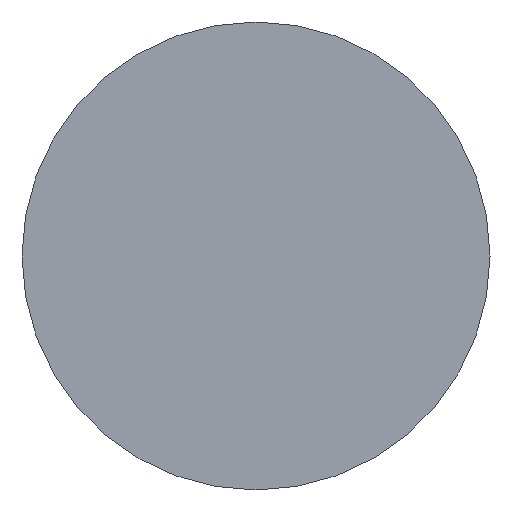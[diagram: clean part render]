
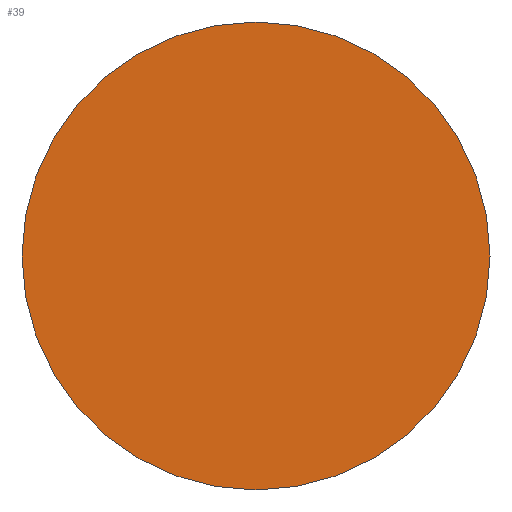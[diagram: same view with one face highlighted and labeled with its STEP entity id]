
A CAD part, front view. The second image highlights one B-rep face of the part: STEP entity #39.
In plain terms, the highlighted planar face has unit normal (0, -1, 0).
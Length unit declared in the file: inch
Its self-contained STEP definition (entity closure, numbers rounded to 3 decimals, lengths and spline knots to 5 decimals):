
#39 = ADVANCED_FACE ( 'NONE', ( #242 ), #51, .T. ) ;
#41 = CARTESIAN_POINT ( 'NONE',  ( 0., 0., 0. ) ) ;
#51 = PLANE ( 'NONE',  #414 ) ;
#63 = DIRECTION ( 'NONE',  ( 0., -1., 0. ) ) ;
#69 = VERTEX_POINT ( 'NONE', #125 ) ;
#94 = DIRECTION ( 'NONE',  ( 0., -1., 0. ) ) ;
#125 = CARTESIAN_POINT ( 'NONE',  ( 0., 0., -0.25 ) ) ;
#144 = CARTESIAN_POINT ( 'NONE',  ( 0., 0., 0. ) ) ;
#185 = EDGE_LOOP ( 'NONE', ( #441, #252 ) ) ;
#201 = CIRCLE ( 'NONE', #335, 0.25 ) ;
#210 = CARTESIAN_POINT ( 'NONE',  ( 0., 0., 0.25 ) ) ;
#212 = DIRECTION ( 'NONE',  ( 0., 0., -1. ) ) ;
#213 = DIRECTION ( 'NONE',  ( 0., -1., 0. ) ) ;
#216 = DIRECTION ( 'NONE',  ( 0., 0., -1. ) ) ;
#242 = FACE_OUTER_BOUND ( 'NONE', #185, .T. ) ;
#252 = ORIENTED_EDGE ( 'NONE', *, *, #268, .T. ) ;
#268 = EDGE_CURVE ( 'NONE', #381, #69, #201, .T. ) ;
#325 = AXIS2_PLACEMENT_3D ( 'NONE', #377, #213, #216 ) ;
#335 = AXIS2_PLACEMENT_3D ( 'NONE', #41, #94, #434 ) ;
#376 = EDGE_CURVE ( 'NONE', #69, #381, #451, .T. ) ;
#377 = CARTESIAN_POINT ( 'NONE',  ( 0., 0., 0. ) ) ;
#381 = VERTEX_POINT ( 'NONE', #210 ) ;
#414 = AXIS2_PLACEMENT_3D ( 'NONE', #144, #63, #212 ) ;
#434 = DIRECTION ( 'NONE',  ( 0., 0., -1. ) ) ;
#441 = ORIENTED_EDGE ( 'NONE', *, *, #376, .T. ) ;
#451 = CIRCLE ( 'NONE', #325, 0.25 ) ;
